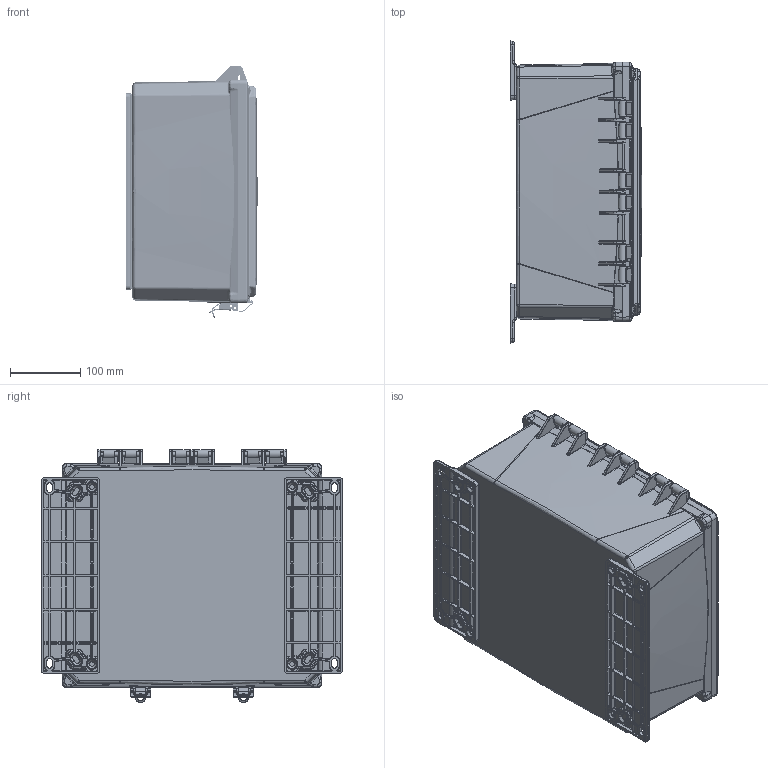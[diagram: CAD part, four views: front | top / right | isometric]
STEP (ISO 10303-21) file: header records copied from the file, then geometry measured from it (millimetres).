
FILE_DESCRIPTION (( 'STEP AP214' ), '1' );
FILE_NAME ('NBPC141206.STEP', '2019-01-21T14:13:58', ( '' ), ( '' ), 'SwSTEP 2.0', 'SolidWorks 2017', '' );
FILE_SCHEMA (( 'AUTOMOTIVE_DESIGN' ));
Length unit declared in the file: inch
Products named in the file (7): NBPC141206_Latch; NBPC141206_Lid; Integra-Bottom Insert; NBPC141206; Integra-Upper Insert; NBPC141206_12IN-MNT-FLANGE; NBPC141206_Box
Assembly tree (14 placements, depth 2):
  NBPC141206
    NBPC141206_Box
    NBPC141206_Lid
    NBPC141206_Latch  x2
    NBPC141206_12IN-MNT-FLANGE  x2
    Integra-Bottom Insert  x4
    Integra-Upper Insert  x4
Bounding box: 187.45 x 430.53 x 360.69 mm (x, y, z)
Volume: 196972.8 mm3; surface area: 1135482.3 mm2
Topology: 16 solids, 23 shells, 4921 faces, 12169 edges, 7054 vertices
Faces by surface type: cylinder 1818, bspline 1527, plane 1051, cone 521, torus 4
Entity records: 191805 total; most frequent: CARTESIAN_POINT 122917, ORIENTED_EDGE 16838, DIRECTION 10647, EDGE_CURVE 8463, VERTEX_POINT 5053, AXIS2_PLACEMENT_3D 3783, EDGE_LOOP 3618, ADVANCED_FACE 3488
